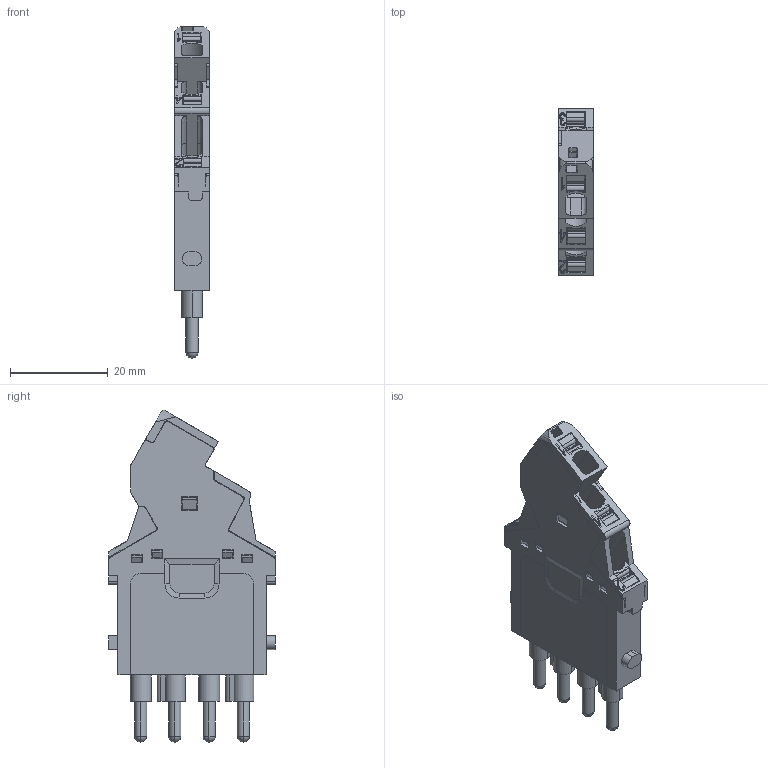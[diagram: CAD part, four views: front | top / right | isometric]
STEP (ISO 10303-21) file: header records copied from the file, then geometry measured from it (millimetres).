
FILE_DESCRIPTION(('CATIA V5 STEP Exchange','CAx-IF Rec.Pracs.--- Model Styling and Organization---1.4--- 2014-01-23'),'2;1');
FILE_NAME ('703105-6_1', '2019-09-03T13:48:26+00:00', ('none'), ('Weidmueller'), 'CATIA Version 5-6 Release 2016 SP3 HF44', 'CATIA V5 STEP AP214', 'none');
FILE_SCHEMA(('AUTOMOTIVE_DESIGN { 1 0 10303 214 1 1 1 1 }'));
Length unit declared in the file: millimetre
Products named in the file (1): 2635980000
Bounding box: 7.15 x 34 x 67.86 mm (x, y, z)
Volume: 8397.8 mm3; surface area: 12432.3 mm2
Topology: 9 solids, 12 shells, 1238 faces, 3427 edges, 2244 vertices
Faces by surface type: plane 792, cylinder 294, extrusion 63, cone 34, bspline 28, torus 24, sphere 3
Entity records: 40815 total; most frequent: CARTESIAN_POINT 11294, ORIENTED_EDGE 6846, DIRECTION 4735, EDGE_CURVE 3423, VECTOR 2364, LINE 2301, VERTEX_POINT 2244, AXIS2_PLACEMENT_3D 1480
